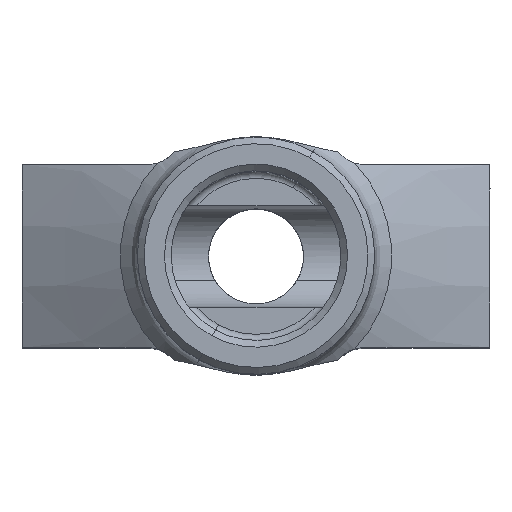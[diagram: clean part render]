
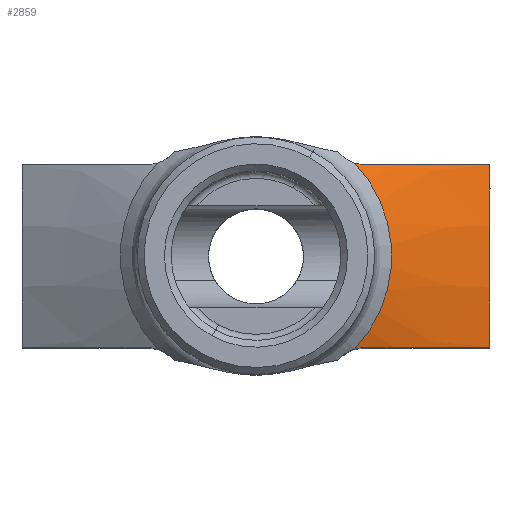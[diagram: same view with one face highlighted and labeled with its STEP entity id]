
A CAD part, top view. The second image highlights one B-rep face of the part: STEP entity #2859.
In plain terms, the highlighted conical face has half-angle 60 degrees and reference radius 20 mm.
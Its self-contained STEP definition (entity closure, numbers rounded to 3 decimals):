
#2704=CARTESIAN_POINT('Vertex',(14.56,13.712,43.67)) ;
#2743=CARTESIAN_POINT('Vertex',(14.56,-13.712,43.67)) ;
#2746=CARTESIAN_POINT('Axis2P3D Location',(0.,0.,43.67)) ;
#2773=CARTESIAN_POINT('Vertex',(34.5,13.5,33.828)) ;
#2777=CARTESIAN_POINT('Control Point',(34.5,13.5,33.828)) ;
#2778=CARTESIAN_POINT('Control Point',(34.5,13.343,33.861)) ;
#2779=CARTESIAN_POINT('Control Point',(34.5,13.186,33.893)) ;
#2780=CARTESIAN_POINT('Control Point',(34.5,13.029,33.926)) ;
#2781=CARTESIAN_POINT('Control Point',(34.5,11.473,34.24)) ;
#2782=CARTESIAN_POINT('Control Point',(34.5,9.913,34.514)) ;
#2783=CARTESIAN_POINT('Control Point',(34.5,8.509,34.724)) ;
#2784=CARTESIAN_POINT('Control Point',(34.5,5.238,35.124)) ;
#2785=CARTESIAN_POINT('Control Point',(34.5,1.96,35.31)) ;
#2786=CARTESIAN_POINT('Control Point',(34.5,0.092,35.342)) ;
#2787=CARTESIAN_POINT('Control Point',(34.5,-3.313,35.267)) ;
#2788=CARTESIAN_POINT('Control Point',(34.5,-6.714,34.953)) ;
#2789=CARTESIAN_POINT('Control Point',(34.5,-8.248,34.764)) ;
#2790=CARTESIAN_POINT('Control Point',(34.5,-10.219,34.463)) ;
#2791=CARTESIAN_POINT('Control Point',(34.5,-12.185,34.095)) ;
#2792=CARTESIAN_POINT('Control Point',(34.5,-12.624,34.009)) ;
#2793=CARTESIAN_POINT('Control Point',(34.5,-13.062,33.92)) ;
#2794=CARTESIAN_POINT('Control Point',(34.5,-13.5,33.828)) ;
#2795=CARTESIAN_POINT('Vertex',(34.5,-13.5,33.828)) ;
#2814=CARTESIAN_POINT('Axis2P3D Location',(0.,0.,43.67)) ;
#2820=CARTESIAN_POINT('Control Point',(14.56,-13.712,43.67)) ;
#2821=CARTESIAN_POINT('Control Point',(15.015,-13.575,43.533)) ;
#2822=CARTESIAN_POINT('Control Point',(15.502,-13.5,43.35)) ;
#2823=CARTESIAN_POINT('Control Point',(16.,-13.5,43.13)) ;
#2824=CARTESIAN_POINT('Vertex',(16.,-13.5,43.13)) ;
#2828=CARTESIAN_POINT('Control Point',(16.,-13.5,43.13)) ;
#2829=CARTESIAN_POINT('Control Point',(19.534,-13.5,41.571)) ;
#2830=CARTESIAN_POINT('Control Point',(23.283,-13.5,39.736)) ;
#2831=CARTESIAN_POINT('Control Point',(27.019,-13.5,37.813)) ;
#2832=CARTESIAN_POINT('Control Point',(30.765,-13.5,35.836)) ;
#2833=CARTESIAN_POINT('Control Point',(34.5,-13.5,33.828)) ;
#2836=CARTESIAN_POINT('Control Point',(16.,13.5,43.13)) ;
#2837=CARTESIAN_POINT('Control Point',(19.534,13.5,41.571)) ;
#2838=CARTESIAN_POINT('Control Point',(23.283,13.5,39.736)) ;
#2839=CARTESIAN_POINT('Control Point',(27.019,13.5,37.813)) ;
#2840=CARTESIAN_POINT('Control Point',(30.765,13.5,35.836)) ;
#2841=CARTESIAN_POINT('Control Point',(34.5,13.5,33.828)) ;
#2842=CARTESIAN_POINT('Vertex',(16.,13.5,43.13)) ;
#2846=CARTESIAN_POINT('Control Point',(14.56,13.712,43.67)) ;
#2847=CARTESIAN_POINT('Control Point',(15.015,13.575,43.533)) ;
#2848=CARTESIAN_POINT('Control Point',(15.502,13.5,43.35)) ;
#2849=CARTESIAN_POINT('Control Point',(16.,13.5,43.13)) ;
#2747=DIRECTION('Axis2P3D Direction',(0.,0.,-1.)) ;
#2815=DIRECTION('Axis2P3D Direction',(0.,0.,-1.)) ;
#2816=DIRECTION('Axis2P3D XDirection',(0.479,0.878,0.)) ;
#2748=AXIS2_PLACEMENT_3D('Circle Axis2P3D',#2746,#2747,$) ;
#2817=AXIS2_PLACEMENT_3D('Cone Axis2P3D',#2814,#2815,#2816) ;
#2852=ORIENTED_EDGE('',*,*,#2826,.T.) ;
#2853=ORIENTED_EDGE('',*,*,#2834,.T.) ;
#2854=ORIENTED_EDGE('',*,*,#2797,.F.) ;
#2855=ORIENTED_EDGE('',*,*,#2844,.F.) ;
#2856=ORIENTED_EDGE('',*,*,#2850,.F.) ;
#2857=ORIENTED_EDGE('',*,*,#2750,.T.) ;
#2859=ADVANCED_FACE('PartBody',(#2858),#2818,.T.) ;
#2776=B_SPLINE_CURVE_WITH_KNOTS('',5,(#2777,#2778,#2779,#2780,#2781,#2782,#2783,#2784,#2785,#2786,#2787,#2788,#2789,#2790,#2791,#2792,#2793,#2794),.UNSPECIFIED.,.F.,.U.,(6,3,3,3,3,6),(9.084,10.135,19.478,31.854,42.038,44.968),.UNSPECIFIED.) ;
#2819=B_SPLINE_CURVE_WITH_KNOTS('',3,(#2820,#2821,#2822,#2823),.UNSPECIFIED.,.F.,.U.,(4,4),(0.,2.513),.UNSPECIFIED.) ;
#2827=B_SPLINE_CURVE_WITH_KNOTS('',5,(#2828,#2829,#2830,#2831,#2832,#2833),.UNSPECIFIED.,.F.,.U.,(6,6),(0.,29.715),.UNSPECIFIED.) ;
#2835=B_SPLINE_CURVE_WITH_KNOTS('',5,(#2836,#2837,#2838,#2839,#2840,#2841),.UNSPECIFIED.,.F.,.U.,(6,6),(0.,29.715),.UNSPECIFIED.) ;
#2845=B_SPLINE_CURVE_WITH_KNOTS('',3,(#2846,#2847,#2848,#2849),.UNSPECIFIED.,.F.,.U.,(4,4),(0.,2.513),.UNSPECIFIED.) ;
#2749=CIRCLE('generated circle',#2748,20.) ;
#2818=CONICAL_SURFACE('Cone',#2817,20.,1.047) ;
#2750=EDGE_CURVE('',#2705,#2744,#2749,.T.) ;
#2797=EDGE_CURVE('',#2774,#2796,#2776,.T.) ;
#2826=EDGE_CURVE('',#2744,#2825,#2819,.T.) ;
#2834=EDGE_CURVE('',#2825,#2796,#2827,.T.) ;
#2844=EDGE_CURVE('',#2843,#2774,#2835,.T.) ;
#2850=EDGE_CURVE('',#2705,#2843,#2845,.T.) ;
#2851=EDGE_LOOP('',(#2852,#2853,#2854,#2855,#2856,#2857)) ;
#2858=FACE_OUTER_BOUND('',#2851,.T.) ;
#2705=VERTEX_POINT('',#2704) ;
#2744=VERTEX_POINT('',#2743) ;
#2774=VERTEX_POINT('',#2773) ;
#2796=VERTEX_POINT('',#2795) ;
#2825=VERTEX_POINT('',#2824) ;
#2843=VERTEX_POINT('',#2842) ;
